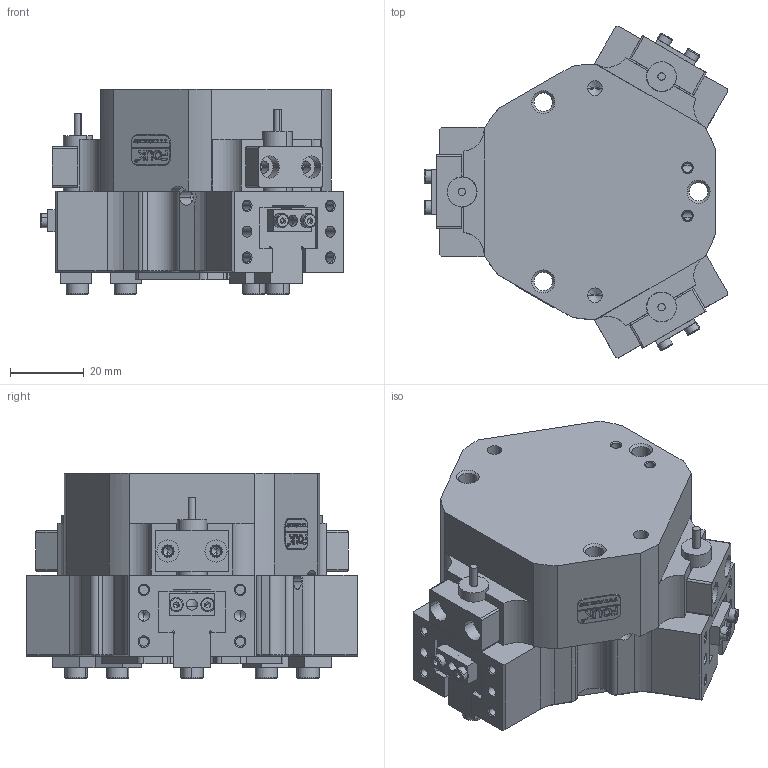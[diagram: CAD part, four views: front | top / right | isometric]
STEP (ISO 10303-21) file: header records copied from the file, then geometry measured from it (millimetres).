
FILE_DESCRIPTION (( 'STEP AP203' ), '1' );
FILE_NAME ('TZ42-90-L.STEP', '2024-11-27T07:02:47', ( 'USER-' ), ( 'Microsoft' ), 'SwSTEP 2.0', 'SolidWorks 2018', '' );
FILE_SCHEMA (( 'CONFIG_CONTROL_DESIGN' ));
Length unit declared in the file: millimetre
Products named in the file (18): TZ42-90-L杅耀.sldasm-Part-20; 12x8-R2; TZ42-90-L杅耀.sldasm-Part-4; TZ42-90-L杅耀.sldasm-Part-3; TZ42-90-L杅耀.sldasm-Part-18; 埴翐芛_GB_FASTENER_SCREWS_HSHCS M2X8-N; 揤輸杅耀.sldasm-Part-9; TZ42-90-L杅耀.sldasm-Part-14; TZ42-90-L杅耀.sldasm-Part-9; TZ42-90-L杅耀.sldasm-Part-2; TZ42-90-L杅耀.sldasm-Part-24; TZ42-90-L杅耀.sldasm-Part-28; TZ42-90-L; TZ42-90-L杅耀.sldasm-Part-21; TZ42-90-L杅耀.sldasm-Part-6; TZ42-90-L杅耀.sldasm-Part-16; TZ42-90-L杅耀.sldasm-Part-7; 揤輸蚾饜极
Assembly tree (24 placements, depth 3):
  TZ42-90-L
    TZ42-90-L杅耀.sldasm-Part-2
    TZ42-90-L杅耀.sldasm-Part-3
    TZ42-90-L杅耀.sldasm-Part-4
    TZ42-90-L杅耀.sldasm-Part-6  x2
    TZ42-90-L杅耀.sldasm-Part-7
    TZ42-90-L杅耀.sldasm-Part-9
    TZ42-90-L杅耀.sldasm-Part-14  x2
    TZ42-90-L杅耀.sldasm-Part-16
    TZ42-90-L杅耀.sldasm-Part-18
    TZ42-90-L杅耀.sldasm-Part-20
    TZ42-90-L杅耀.sldasm-Part-21
    TZ42-90-L杅耀.sldasm-Part-24
    TZ42-90-L杅耀.sldasm-Part-28  x3
    12x8-R2
    揤輸蚾饜极  x3
      揤輸杅耀.sldasm-Part-9
      埴翐芛_GB_FASTENER_SCREWS_HSHCS M2X8-N
Bounding box: 82.11 x 89.75 x 55.5 mm (x, y, z)
Volume: 184517.7 mm3; surface area: 54970.1 mm2
Topology: 27 solids, 53 shells, 1544 faces, 3862 edges, 2431 vertices
Faces by surface type: plane 673, cylinder 435, cone 269, bspline 155, torus 12
Entity records: 43527 total; most frequent: CARTESIAN_POINT 12692, ORIENTED_EDGE 6014, DIRECTION 5757, EDGE_CURVE 3007, AXIS2_PLACEMENT_3D 1983, VERTEX_POINT 1952, LINE 1791, VECTOR 1791
